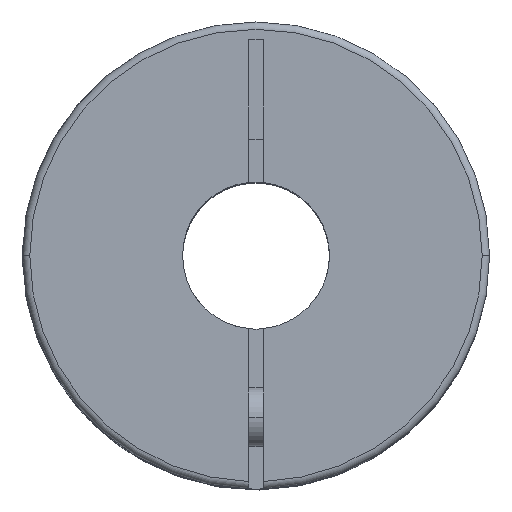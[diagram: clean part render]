
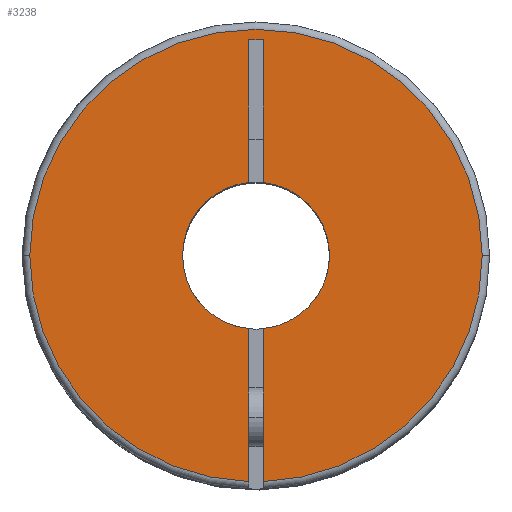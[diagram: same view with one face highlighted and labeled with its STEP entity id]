
A CAD part, top view. The second image highlights one B-rep face of the part: STEP entity #3238.
In plain terms, the highlighted planar face has unit normal (0, 0, 1).
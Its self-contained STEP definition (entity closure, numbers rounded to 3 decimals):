
#66 = VERTEX_POINT ( 'NONE', #2953 ) ;
#111 = CARTESIAN_POINT ( 'NONE',  ( 0.5, -15.392, 0. ) ) ;
#141 = VERTEX_POINT ( 'NONE', #3994 ) ;
#223 = DIRECTION ( 'NONE',  ( 0., 0., -1. ) ) ;
#231 = DIRECTION ( 'NONE',  ( -1., 0., 0. ) ) ;
#326 = EDGE_CURVE ( 'NONE', #66, #3419, #1262, .T. ) ;
#365 = ORIENTED_EDGE ( 'NONE', *, *, #2506, .F. ) ;
#399 = CIRCLE ( 'NONE', #2210, 15.4 ) ;
#403 = EDGE_CURVE ( 'NONE', #2233, #3536, #1330, .T. ) ;
#430 = VERTEX_POINT ( 'NONE', #659 ) ;
#542 = CARTESIAN_POINT ( 'NONE',  ( 0., 0., 0. ) ) ;
#547 = CIRCLE ( 'NONE', #2872, 15.4 ) ;
#659 = CARTESIAN_POINT ( 'NONE',  ( -0.5, 4.975, 0. ) ) ;
#740 = CARTESIAN_POINT ( 'NONE',  ( 0., 0., 0. ) ) ;
#753 = LINE ( 'NONE', #1403, #1939 ) ;
#760 = DIRECTION ( 'NONE',  ( 0., 0., -1. ) ) ;
#795 = CARTESIAN_POINT ( 'NONE',  ( -0.5, 14.7, 0. ) ) ;
#936 = VECTOR ( 'NONE', #1729, 1000. ) ;
#985 = EDGE_CURVE ( 'NONE', #2624, #3536, #2690, .T. ) ;
#1027 = DIRECTION ( 'NONE',  ( 0., -1., 0. ) ) ;
#1089 = VECTOR ( 'NONE', #1027, 1000. ) ;
#1096 = VERTEX_POINT ( 'NONE', #1426 ) ;
#1114 = EDGE_CURVE ( 'NONE', #2332, #430, #3822, .T. ) ;
#1245 = CARTESIAN_POINT ( 'NONE',  ( 0.5, -4.975, 0. ) ) ;
#1262 = LINE ( 'NONE', #2613, #2915 ) ;
#1287 = CARTESIAN_POINT ( 'NONE',  ( 0., 0., 0. ) ) ;
#1304 = ORIENTED_EDGE ( 'NONE', *, *, #2127, .T. ) ;
#1305 = VECTOR ( 'NONE', #2286, 1000. ) ;
#1319 = EDGE_CURVE ( 'NONE', #2706, #430, #3520, .T. ) ;
#1330 = LINE ( 'NONE', #2394, #936 ) ;
#1403 = CARTESIAN_POINT ( 'NONE',  ( 0.5, 14.7, 0. ) ) ;
#1426 = CARTESIAN_POINT ( 'NONE',  ( -15.4, 0., 0. ) ) ;
#1547 = DIRECTION ( 'NONE',  ( -1., 0., 0. ) ) ;
#1554 = DIRECTION ( 'NONE',  ( -1., 0., 0. ) ) ;
#1558 = DIRECTION ( 'NONE',  ( -1., 0., 0. ) ) ;
#1570 = CARTESIAN_POINT ( 'NONE',  ( -0.5, 14.7, 0. ) ) ;
#1580 = CARTESIAN_POINT ( 'NONE',  ( 0., 0., 0. ) ) ;
#1664 = ORIENTED_EDGE ( 'NONE', *, *, #3157, .F. ) ;
#1694 = DIRECTION ( 'NONE',  ( -1., 0., 0. ) ) ;
#1729 = DIRECTION ( 'NONE',  ( 0., 1., 0. ) ) ;
#1751 = AXIS2_PLACEMENT_3D ( 'NONE', #4346, #3305, #231 ) ;
#1756 = ORIENTED_EDGE ( 'NONE', *, *, #985, .T. ) ;
#1801 = ORIENTED_EDGE ( 'NONE', *, *, #1319, .T. ) ;
#1913 = PLANE ( 'NONE',  #2928 ) ;
#1935 = FACE_OUTER_BOUND ( 'NONE', #2828, .T. ) ;
#1939 = VECTOR ( 'NONE', #3137, 1000. ) ;
#1967 = DIRECTION ( 'NONE',  ( 0., -1., 0. ) ) ;
#2110 = ORIENTED_EDGE ( 'NONE', *, *, #403, .F. ) ;
#2127 = EDGE_CURVE ( 'NONE', #66, #2706, #3322, .T. ) ;
#2128 = CIRCLE ( 'NONE', #2776, 15.4 ) ;
#2210 = AXIS2_PLACEMENT_3D ( 'NONE', #3252, #223, #1558 ) ;
#2233 = VERTEX_POINT ( 'NONE', #111 ) ;
#2286 = DIRECTION ( 'NONE',  ( 0., 1., 0. ) ) ;
#2332 = VERTEX_POINT ( 'NONE', #1570 ) ;
#2350 = CARTESIAN_POINT ( 'NONE',  ( -5., 0., 0. ) ) ;
#2355 = CARTESIAN_POINT ( 'NONE',  ( 0.5, -15.9, 0. ) ) ;
#2394 = CARTESIAN_POINT ( 'NONE',  ( 0.5, -15.9, 0. ) ) ;
#2506 = EDGE_CURVE ( 'NONE', #3419, #1096, #2128, .T. ) ;
#2572 = DIRECTION ( 'NONE',  ( 0., 0., -1. ) ) ;
#2591 = DIRECTION ( 'NONE',  ( 0., 0., -1. ) ) ;
#2600 = AXIS2_PLACEMENT_3D ( 'NONE', #2912, #2572, #1554 ) ;
#2613 = CARTESIAN_POINT ( 'NONE',  ( -0.5, 14.7, 0. ) ) ;
#2624 = VERTEX_POINT ( 'NONE', #3182 ) ;
#2662 = ORIENTED_EDGE ( 'NONE', *, *, #1114, .F. ) ;
#2690 = CIRCLE ( 'NONE', #3827, 5. ) ;
#2706 = VERTEX_POINT ( 'NONE', #2350 ) ;
#2776 = AXIS2_PLACEMENT_3D ( 'NONE', #740, #760, #1694 ) ;
#2828 = EDGE_LOOP ( 'NONE', ( #365, #4240, #1304, #1801, #2662, #4024, #1664, #1756, #2110, #3015, #3223 ) ) ;
#2872 = AXIS2_PLACEMENT_3D ( 'NONE', #542, #3240, #1547 ) ;
#2912 = CARTESIAN_POINT ( 'NONE',  ( 0., 0., 0. ) ) ;
#2915 = VECTOR ( 'NONE', #1967, 1000. ) ;
#2928 = AXIS2_PLACEMENT_3D ( 'NONE', #1580, #4023, #4293 ) ;
#2934 = CARTESIAN_POINT ( 'NONE',  ( 0.5, 14.7, 0. ) ) ;
#2953 = CARTESIAN_POINT ( 'NONE',  ( -0.5, -4.975, 0. ) ) ;
#3015 = ORIENTED_EDGE ( 'NONE', *, *, #3123, .F. ) ;
#3123 = EDGE_CURVE ( 'NONE', #141, #2233, #399, .T. ) ;
#3137 = DIRECTION ( 'NONE',  ( -1., 0., 0. ) ) ;
#3157 = EDGE_CURVE ( 'NONE', #2624, #3531, #3363, .T. ) ;
#3182 = CARTESIAN_POINT ( 'NONE',  ( 0.5, 4.975, 0. ) ) ;
#3223 = ORIENTED_EDGE ( 'NONE', *, *, #3700, .F. ) ;
#3238 = ADVANCED_FACE ( 'NONE', ( #1935 ), #1913, .F. ) ;
#3240 = DIRECTION ( 'NONE',  ( 0., 0., -1. ) ) ;
#3252 = CARTESIAN_POINT ( 'NONE',  ( 0., 0., 0. ) ) ;
#3284 = DIRECTION ( 'NONE',  ( -1., 0., 0. ) ) ;
#3305 = DIRECTION ( 'NONE',  ( 0., 0., -1. ) ) ;
#3322 = CIRCLE ( 'NONE', #2600, 5. ) ;
#3363 = LINE ( 'NONE', #2355, #1305 ) ;
#3419 = VERTEX_POINT ( 'NONE', #4013 ) ;
#3509 = EDGE_CURVE ( 'NONE', #3531, #2332, #753, .T. ) ;
#3520 = CIRCLE ( 'NONE', #1751, 5. ) ;
#3531 = VERTEX_POINT ( 'NONE', #2934 ) ;
#3536 = VERTEX_POINT ( 'NONE', #1245 ) ;
#3700 = EDGE_CURVE ( 'NONE', #1096, #141, #547, .T. ) ;
#3822 = LINE ( 'NONE', #795, #1089 ) ;
#3827 = AXIS2_PLACEMENT_3D ( 'NONE', #1287, #2591, #3284 ) ;
#3994 = CARTESIAN_POINT ( 'NONE',  ( 15.4, 0., 0. ) ) ;
#4013 = CARTESIAN_POINT ( 'NONE',  ( -0.5, -15.392, 0. ) ) ;
#4023 = DIRECTION ( 'NONE',  ( 0., 0., -1. ) ) ;
#4024 = ORIENTED_EDGE ( 'NONE', *, *, #3509, .F. ) ;
#4240 = ORIENTED_EDGE ( 'NONE', *, *, #326, .F. ) ;
#4293 = DIRECTION ( 'NONE',  ( 0., -1., 0. ) ) ;
#4346 = CARTESIAN_POINT ( 'NONE',  ( 0., 0., 0. ) ) ;
